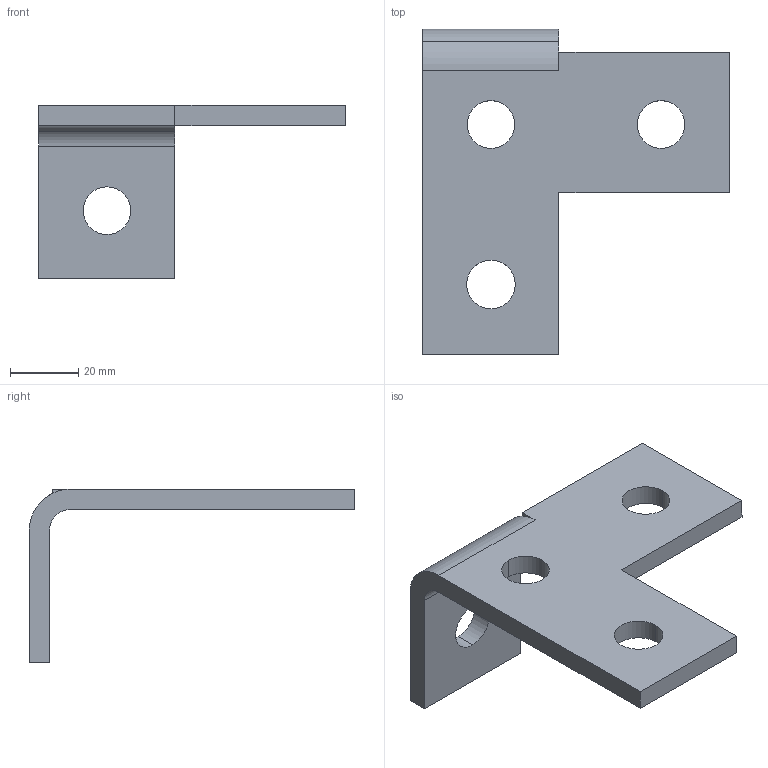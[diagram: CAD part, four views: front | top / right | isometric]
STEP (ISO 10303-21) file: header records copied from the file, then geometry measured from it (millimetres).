
FILE_DESCRIPTION(('TurboCAD Mac Pro'),'Build 980');
FILE_NAME('P1035.stp',' ',(''),(''),'ACIS Interop','IMSI','TurboCAD Mac Pro BY IMSI, INCORPORATED');
FILE_SCHEMA(('automotive_design'));
Length unit declared in the file: inch
Products named in the file (1): 1
Bounding box: 90 x 95.62 x 51 mm (x, y, z)
Volume: 41472.6 mm3; surface area: 17610.5 mm2
Topology: 1 solids, 1 shells, 25 faces, 68 edges, 45 vertices
Faces by surface type: plane 13, cylinder 12
Entity records: 1039 total; most frequent: DIRECTION 145, CARTESIAN_POINT 139, ORIENTED_EDGE 136, EDGE_CURVE 68, AXIS2_PLACEMENT_3D 51, VERTEX_POINT 45, LINE 43, VECTOR 43
